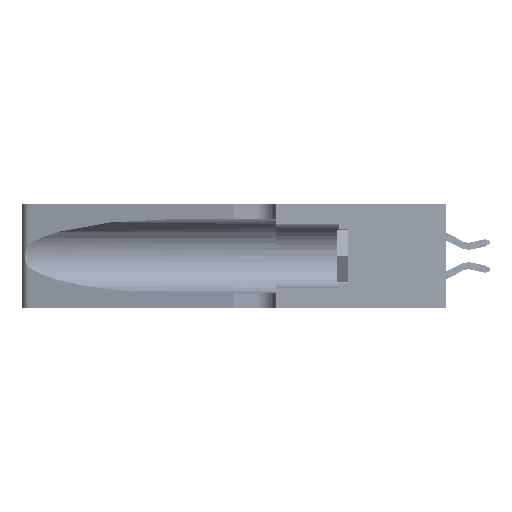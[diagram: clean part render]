
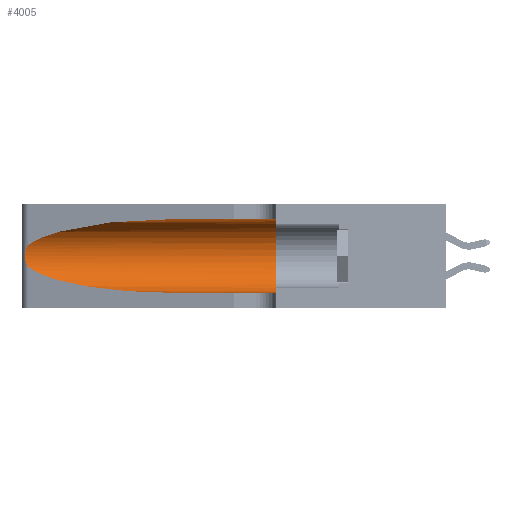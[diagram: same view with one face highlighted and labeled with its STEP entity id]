
A CAD part, left-side view. The second image highlights one B-rep face of the part: STEP entity #4005.
In plain terms, the highlighted cylindrical face has radius 3.308 mm (diameter 6.617 mm), a partial arc.
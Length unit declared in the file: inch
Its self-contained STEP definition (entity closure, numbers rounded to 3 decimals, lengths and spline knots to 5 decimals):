
#1279 = CARTESIAN_POINT ( 'NONE',  ( 0.1305, 1.61858, 0.31525 ) ) ;
#1346 = VERTEX_POINT ( 'NONE', #34364 ) ;
#2656 = CARTESIAN_POINT ( 'NONE',  ( 0.25487, 1.22718, 0.14631 ) ) ;
#3419 = CARTESIAN_POINT ( 'NONE',  ( 0.25789, 1.23486, 0.15765 ) ) ;
#4005 = ADVANCED_FACE ( 'NONE', ( #7233 ), #34671, .F. ) ;
#4315 = ORIENTED_EDGE ( 'NONE', *, *, #9735, .F. ) ;
#4475 = AXIS2_PLACEMENT_3D ( 'NONE', #38045, #34473, #16693 ) ;
#6263 = VERTEX_POINT ( 'NONE', #29543 ) ;
#6950 = CARTESIAN_POINT ( 'NONE',  ( 0.25487, 1.22718, 0.22369 ) ) ;
#7101 = CARTESIAN_POINT ( 'NONE',  ( 0.25555, 1.22993, 0.14849 ) ) ;
#7233 = FACE_OUTER_BOUND ( 'NONE', #11892, .T. ) ;
#7727 = ORIENTED_EDGE ( 'NONE', *, *, #38128, .T. ) ;
#8173 = CARTESIAN_POINT ( 'NONE',  ( 0.1305, 0.72297, 0.05475 ) ) ;
#9697 = VERTEX_POINT ( 'NONE', #8173 ) ;
#9735 = EDGE_CURVE ( 'NONE', #6263, #1346, #28638, .T. ) ;
#10350 = EDGE_CURVE ( 'NONE', #35975, #9697, #11902, .T. ) ;
#10601 = CARTESIAN_POINT ( 'NONE',  ( 0.25555, 1.22994, 0.2215 ) ) ;
#11095 = VERTEX_POINT ( 'NONE', #20958 ) ;
#11892 = EDGE_LOOP ( 'NONE', ( #19486, #7727, #30188, #40691, #12854, #4315 ) ) ;
#11902 =( BOUNDED_CURVE ( )  B_SPLINE_CURVE ( 3, ( #39977, #36424, #43535, #22279 ),
 .UNSPECIFIED., .F., .F. ) 
 B_SPLINE_CURVE_WITH_KNOTS ( ( 4, 4 ),
 ( 3.44316, 4.71239 ),
 .UNSPECIFIED. ) 
 CURVE ( )  GEOMETRIC_REPRESENTATION_ITEM ( )  RATIONAL_B_SPLINE_CURVE ( ( 1., 0.87, 0.87, 1. ) ) 
 REPRESENTATION_ITEM ( '' )  );
#12141 = DIRECTION ( 'NONE',  ( 0., -1., 0. ) ) ;
#12459 = CIRCLE ( 'NONE', #24706, 0.13025 ) ;
#12854 = ORIENTED_EDGE ( 'NONE', *, *, #14850, .F. ) ;
#14215 = CARTESIAN_POINT ( 'NONE',  ( 0.25787, 1.23484, 0.2124 ) ) ;
#14234 = DIRECTION ( 'NONE',  ( 0., -1., 0. ) ) ;
#14850 = EDGE_CURVE ( 'NONE', #1346, #34353, #12459, .T. ) ;
#16693 = DIRECTION ( 'NONE',  ( 0., 0., -1. ) ) ;
#17320 = DIRECTION ( 'NONE',  ( 0., 1., 0. ) ) ;
#17795 = CARTESIAN_POINT ( 'NONE',  ( 0.26018, 1.23835, 0.19895 ) ) ;
#19486 = ORIENTED_EDGE ( 'NONE', *, *, #43741, .T. ) ;
#20958 = CARTESIAN_POINT ( 'NONE',  ( 0.25487, 1.22718, 0.22369 ) ) ;
#21441 = CARTESIAN_POINT ( 'NONE',  ( 0.26075, 1.23896, 0.178 ) ) ;
#21613 = VECTOR ( 'NONE', #14234, 39.37008 ) ;
#22279 = CARTESIAN_POINT ( 'NONE',  ( 0.1305, 0.72297, 0.05475 ) ) ;
#22294 =( BOUNDED_CURVE ( )  B_SPLINE_CURVE ( 3, ( #27772, #34903, #45557, #24316 ),
 .UNSPECIFIED., .F., .F. ) 
 B_SPLINE_CURVE_WITH_KNOTS ( ( 4, 4 ),
 ( 1.5708, 2.84003 ),
 .UNSPECIFIED. ) 
 CURVE ( )  GEOMETRIC_REPRESENTATION_ITEM ( )  RATIONAL_B_SPLINE_CURVE ( ( 1., 0.87, 0.87, 1. ) ) 
 REPRESENTATION_ITEM ( '' )  );
#24316 = CARTESIAN_POINT ( 'NONE',  ( 0.25487, 1.22718, 0.22369 ) ) ;
#24706 = AXIS2_PLACEMENT_3D ( 'NONE', #38674, #17320, #42219 ) ;
#24995 = CARTESIAN_POINT ( 'NONE',  ( 0.25856, 1.23593, 0.16098 ) ) ;
#27513 = VECTOR ( 'NONE', #12141, 39.37008 ) ;
#27772 = CARTESIAN_POINT ( 'NONE',  ( 0.1305, 0.72297, 0.31525 ) ) ;
#28630 = CARTESIAN_POINT ( 'NONE',  ( 0.25639, 1.23186, 0.15144 ) ) ;
#28638 = LINE ( 'NONE', #1279, #27513 ) ;
#29543 = CARTESIAN_POINT ( 'NONE',  ( 0.1305, 0.72297, 0.31525 ) ) ;
#30188 = ORIENTED_EDGE ( 'NONE', *, *, #10350, .T. ) ;
#32031 = CARTESIAN_POINT ( 'NONE',  ( 0.1305, 1.61858, 0.05475 ) ) ;
#32172 = CARTESIAN_POINT ( 'NONE',  ( 0.25487, 1.22718, 0.14631 ) ) ;
#33314 = LINE ( 'NONE', #32031, #21613 ) ;
#34353 = VERTEX_POINT ( 'NONE', #45177 ) ;
#34364 = CARTESIAN_POINT ( 'NONE',  ( 0.1305, 0.35, 0.31525 ) ) ;
#34473 = DIRECTION ( 'NONE',  ( 0., -1., 0. ) ) ;
#34671 = CYLINDRICAL_SURFACE ( 'NONE', #4475, 0.13025 ) ;
#34903 = CARTESIAN_POINT ( 'NONE',  ( 0.18966, 0.96281, 0.31525 ) ) ;
#35588 = CARTESIAN_POINT ( 'NONE',  ( 0.25639, 1.23184, 0.21858 ) ) ;
#35975 = VERTEX_POINT ( 'NONE', #2656 ) ;
#36091 = EDGE_CURVE ( 'NONE', #9697, #34353, #33314, .T. ) ;
#36424 = CARTESIAN_POINT ( 'NONE',  ( 0.2373, 1.15595, 0.08982 ) ) ;
#38045 = CARTESIAN_POINT ( 'NONE',  ( 0.1305, 1.61858, 0.185 ) ) ;
#38128 = EDGE_CURVE ( 'NONE', #11095, #35975, #38809, .T. ) ;
#38674 = CARTESIAN_POINT ( 'NONE',  ( 0.1305, 0.35, 0.185 ) ) ;
#38809 = B_SPLINE_CURVE_WITH_KNOTS ( 'NONE', 3,
 ( #6950, #10601, #35588, #14215, #39153, #17795, #42705, #21441, #46252, #24995, #3419, #28630, #7101, #32172 ),
 .UNSPECIFIED., .F., .F.,
 ( 4, 2, 2, 2, 2, 2, 4 ),
 ( 0., 0.00027, 0.00053, 0.00107, 0.0016, 0.00187, 0.00214 ),
 .UNSPECIFIED. ) ;
#39153 = CARTESIAN_POINT ( 'NONE',  ( 0.25854, 1.2359, 0.20912 ) ) ;
#39977 = CARTESIAN_POINT ( 'NONE',  ( 0.25487, 1.22718, 0.14631 ) ) ;
#40691 = ORIENTED_EDGE ( 'NONE', *, *, #36091, .T. ) ;
#42219 = DIRECTION ( 'NONE',  ( 0., 0., 1. ) ) ;
#42705 = CARTESIAN_POINT ( 'NONE',  ( 0.26075, 1.23896, 0.19203 ) ) ;
#43535 = CARTESIAN_POINT ( 'NONE',  ( 0.18966, 0.96281, 0.05475 ) ) ;
#43741 = EDGE_CURVE ( 'NONE', #6263, #11095, #22294, .T. ) ;
#45177 = CARTESIAN_POINT ( 'NONE',  ( 0.1305, 0.35, 0.05475 ) ) ;
#45557 = CARTESIAN_POINT ( 'NONE',  ( 0.2373, 1.15595, 0.28018 ) ) ;
#46252 = CARTESIAN_POINT ( 'NONE',  ( 0.26017, 1.23833, 0.17102 ) ) ;
